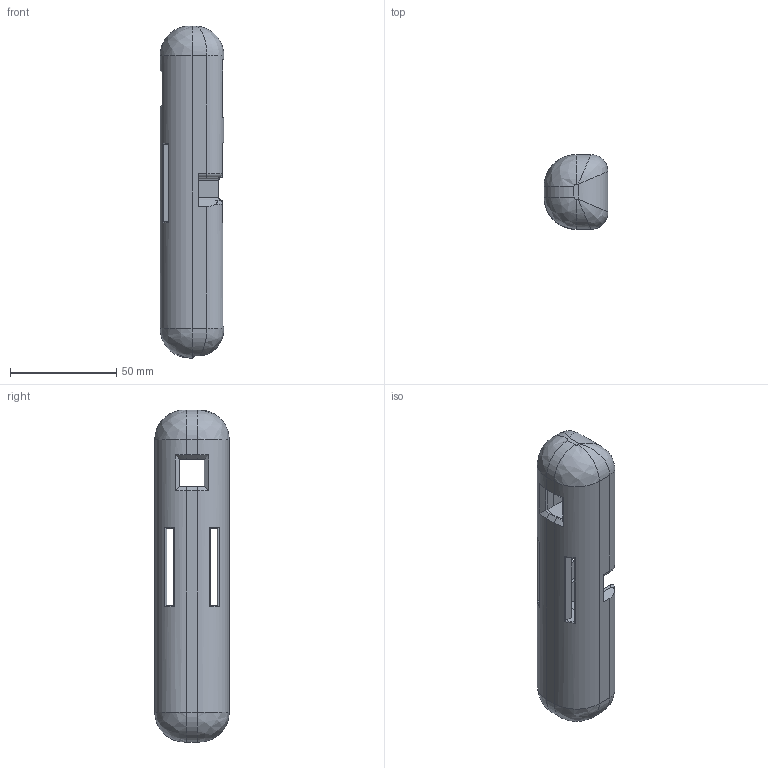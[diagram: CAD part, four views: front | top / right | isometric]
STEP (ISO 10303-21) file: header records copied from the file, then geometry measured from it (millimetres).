
FILE_DESCRIPTION(/* description */ (''),/* implementation_level */ '2;1');
FILE_NAME(/* name */ 'PUIDEMO_Regular_20220802.stp',/* time_stamp */ '2022-08-02T10:33:06+09:00',/* author */ (''),/* organization */ (''),/* preprocessor_version */ 'ST-DEVELOPER v16',/* originating_system */ 'SIEMENS PLM Software NX 11.0',/* authorisation */ '');
FILE_SCHEMA (('AUTOMOTIVE_DESIGN { 1 0 10303 214 3 1 1 1 }'));
Length unit declared in the file: millimetre
Products named in the file (1): fhss0F5C44DFys8k
Bounding box: 30 x 35 x 156 mm (x, y, z)
Volume: 74636.7 mm3; surface area: 24500.1 mm2
Topology: 1 solids, 1 shells, 131 faces, 358 edges, 225 vertices
Faces by surface type: plane 66, cylinder 39, bspline 12, torus 10, cone 4
Full cylindrical faces by diameter (mm): 8 x1
Entity records: 4723 total; most frequent: CARTESIAN_POINT 1435, ORIENTED_EDGE 710, DIRECTION 655, EDGE_CURVE 355, VERTEX_POINT 225, AXIS2_PLACEMENT_3D 223, LINE 209, VECTOR 209
